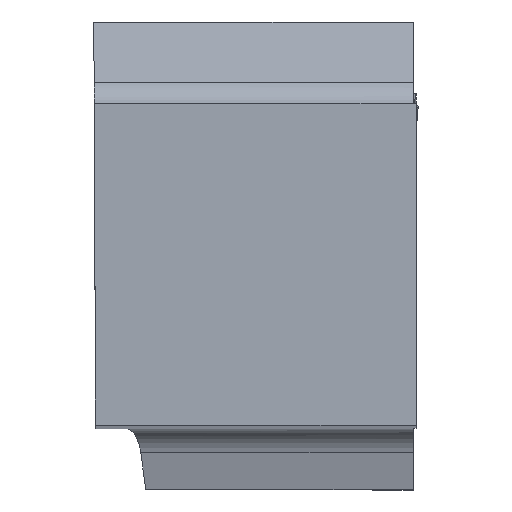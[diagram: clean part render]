
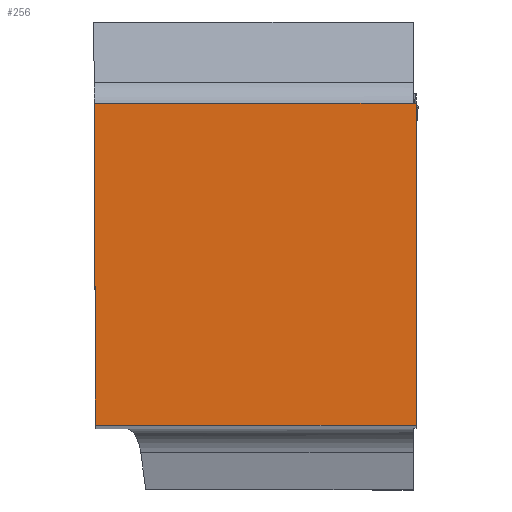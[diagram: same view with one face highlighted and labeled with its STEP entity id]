
A CAD part, top view. The second image highlights one B-rep face of the part: STEP entity #256.
In plain terms, the highlighted planar face has unit normal (0, 0, 1).
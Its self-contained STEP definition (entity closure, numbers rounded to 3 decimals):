
#256=ADVANCED_FACE('CU_BACK_SU1',(#383),#337,.F.);
#337=PLANE('',#1832);
#383=FACE_OUTER_BOUND('',#468,.T.);
#468=EDGE_LOOP('',(#654,#655,#656,#657));
#654=ORIENTED_EDGE('',*,*,#1209,.T.);
#655=ORIENTED_EDGE('',*,*,#1264,.T.);
#656=ORIENTED_EDGE('',*,*,#1265,.T.);
#657=ORIENTED_EDGE('',*,*,#1179,.F.);
#1022=VERTEX_POINT('',#2433);
#1023=VERTEX_POINT('',#2435);
#1044=VERTEX_POINT('',#2492);
#1091=VERTEX_POINT('',#2639);
#1179=EDGE_CURVE('',#1022,#1023,#1417,.T.);
#1209=EDGE_CURVE('',#1022,#1044,#1438,.T.);
#1264=EDGE_CURVE('',#1044,#1091,#1468,.T.);
#1265=EDGE_CURVE('',#1091,#1023,#1469,.T.);
#1417=LINE('',#2434,#1561);
#1438=LINE('',#2493,#1582);
#1468=LINE('',#2638,#1612);
#1469=LINE('',#2640,#1613);
#1561=VECTOR('',#1960,1.);
#1582=VECTOR('',#2013,1.);
#1612=VECTOR('',#2095,1.);
#1613=VECTOR('',#2096,1.);
#1832=AXIS2_PLACEMENT_3D('',#2641,#2097,#2098);
#1960=DIRECTION('',(-0.004,1.,0.));
#2013=DIRECTION('',(1.,0.,0.));
#2095=DIRECTION('',(0.,1.,0.));
#2096=DIRECTION('',(-1.,0.,0.));
#2097=DIRECTION('',(0.,0.,-1.));
#2098=DIRECTION('',(-1.,0.,0.));
#2433=CARTESIAN_POINT('',(0.069,0.,0.));
#2434=CARTESIAN_POINT('',(-0.087,35.73,0.));
#2435=CARTESIAN_POINT('',(0.,15.9,0.));
#2492=CARTESIAN_POINT('',(15.9,0.,0.));
#2493=CARTESIAN_POINT('',(38.805,0.,0.));
#2638=CARTESIAN_POINT('',(15.9,35.9,0.));
#2639=CARTESIAN_POINT('',(15.9,15.9,0.));
#2640=CARTESIAN_POINT('',(38.805,15.9,0.));
#2641=CARTESIAN_POINT('',(38.805,35.9,0.));
